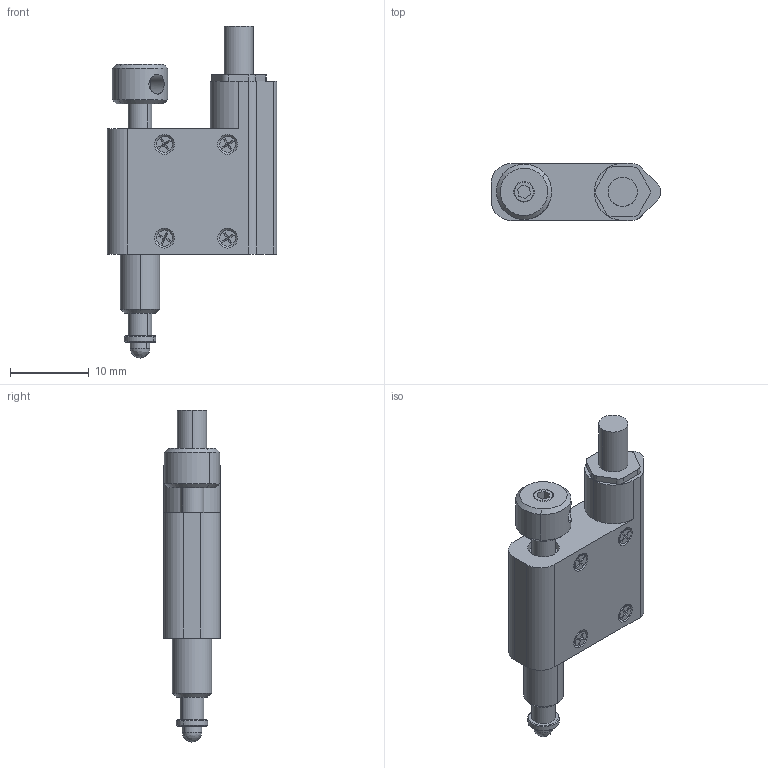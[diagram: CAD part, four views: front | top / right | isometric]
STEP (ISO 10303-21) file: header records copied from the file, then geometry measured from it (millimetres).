
FILE_DESCRIPTION (( 'STEP AP203' ), '1' );
FILE_NAME ('PAM3-6.5R-C1_Temp.STEP', '2024-01-16T05:38:24', ( '' ), ( '' ), 'SwSTEP 2.0', 'SolidWorks 2013', '' );
FILE_SCHEMA (( 'CONFIG_CONTROL_DESIGN' ));
Length unit declared in the file: millimetre
Products named in the file (3): PAM3-6.5R-C1_Temp; 1_蹬怮椔; 2_蹬怮椔
Assembly tree (2 placements, depth 2):
  PAM3-6.5R-C1_Temp
    2_蹬怮椔
    1_蹬怮椔
Bounding box: 21.47 x 7.2 x 42.08 mm (x, y, z)
Volume: 3093.1 mm3; surface area: 2513.4 mm2
Topology: 16 solids, 16 shells, 311 faces, 730 edges, 463 vertices
Faces by surface type: plane 160, cylinder 86, cone 64, bspline 1
Entity records: 9232 total; most frequent: CARTESIAN_POINT 1614, DIRECTION 1582, ORIENTED_EDGE 1452, EDGE_CURVE 726, AXIS2_PLACEMENT_3D 545, LINE 492, VECTOR 492, VERTEX_POINT 463
